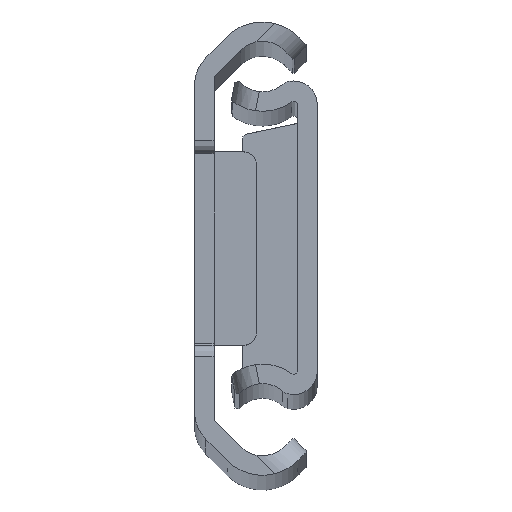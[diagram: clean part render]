
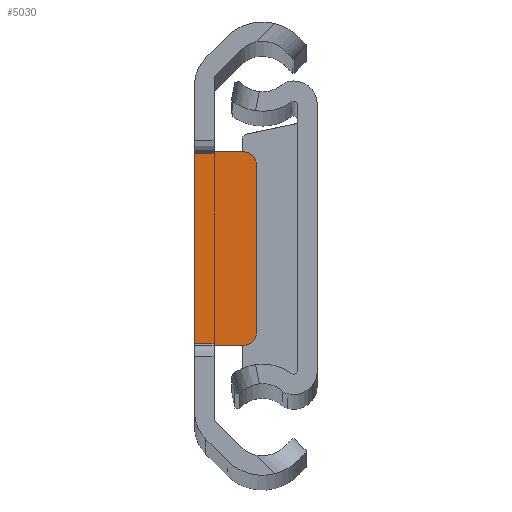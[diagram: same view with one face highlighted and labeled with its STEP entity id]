
A CAD part, top view. The second image highlights one B-rep face of the part: STEP entity #5030.
In plain terms, the highlighted planar face has unit normal (0, 0, 1).
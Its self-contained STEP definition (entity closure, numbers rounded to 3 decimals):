
#40 = EDGE_CURVE ( 'NONE', #2895, #4826, #600, .T. ) ;
#175 = DIRECTION ( 'NONE',  ( -1., 0., 0. ) ) ;
#313 = CARTESIAN_POINT ( 'NONE',  ( -1.5, 7.5, -2.2 ) ) ;
#415 = ORIENTED_EDGE ( 'NONE', *, *, #3915, .T. ) ;
#466 = AXIS2_PLACEMENT_3D ( 'NONE', #582, #2563, #2125 ) ;
#519 = CARTESIAN_POINT ( 'NONE',  ( -1.5, 7.5, -2.2 ) ) ;
#582 = CARTESIAN_POINT ( 'NONE',  ( 2.3, -6.5, -2.2 ) ) ;
#600 = LINE ( 'NONE', #519, #3943 ) ;
#628 = DIRECTION ( 'NONE',  ( 0., 1., 0. ) ) ;
#714 = VERTEX_POINT ( 'NONE', #2468 ) ;
#904 = LINE ( 'NONE', #951, #3010 ) ;
#951 = CARTESIAN_POINT ( 'NONE',  ( 3.3, 7.5, -2.2 ) ) ;
#980 = CARTESIAN_POINT ( 'NONE',  ( 3.3, 6.5, -2.2 ) ) ;
#994 = VERTEX_POINT ( 'NONE', #3465 ) ;
#1067 = VECTOR ( 'NONE', #628, 1000. ) ;
#1187 = CARTESIAN_POINT ( 'NONE',  ( 2.3, 6.5, -2.2 ) ) ;
#1244 = EDGE_CURVE ( 'NONE', #2444, #4826, #904, .T. ) ;
#1296 = CARTESIAN_POINT ( 'NONE',  ( 0., 7.5, -2.2 ) ) ;
#1434 = VERTEX_POINT ( 'NONE', #980 ) ;
#1435 = CARTESIAN_POINT ( 'NONE',  ( 3.3, -7.5, -2.2 ) ) ;
#1560 = FACE_OUTER_BOUND ( 'NONE', #3793, .T. ) ;
#1623 = ORIENTED_EDGE ( 'NONE', *, *, #2627, .F. ) ;
#1666 = EDGE_CURVE ( 'NONE', #994, #3314, #5119, .T. ) ;
#1881 = CARTESIAN_POINT ( 'NONE',  ( 0., -7.5, -2.2 ) ) ;
#1953 = LINE ( 'NONE', #2054, #4381 ) ;
#2054 = CARTESIAN_POINT ( 'NONE',  ( 3.3, -7.5, -2.2 ) ) ;
#2061 = DIRECTION ( 'NONE',  ( 0., 0., 1. ) ) ;
#2094 = EDGE_CURVE ( 'NONE', #994, #2895, #4347, .T. ) ;
#2125 = DIRECTION ( 'NONE',  ( 0., 1., 0. ) ) ;
#2206 = LINE ( 'NONE', #1435, #3018 ) ;
#2223 = DIRECTION ( 'NONE',  ( 1., 0., 0. ) ) ;
#2236 = CARTESIAN_POINT ( 'NONE',  ( -1.5, 7.5, -2.2 ) ) ;
#2276 = VERTEX_POINT ( 'NONE', #3762 ) ;
#2363 = DIRECTION ( 'NONE',  ( 0., 0., -1. ) ) ;
#2444 = VERTEX_POINT ( 'NONE', #3947 ) ;
#2468 = CARTESIAN_POINT ( 'NONE',  ( 2.3, -7.5, -2.2 ) ) ;
#2563 = DIRECTION ( 'NONE',  ( 0., 0., 1. ) ) ;
#2627 = EDGE_CURVE ( 'NONE', #1434, #2276, #1953, .T. ) ;
#2780 = CARTESIAN_POINT ( 'NONE',  ( -1.5, 7.5, -2.2 ) ) ;
#2782 = CARTESIAN_POINT ( 'NONE',  ( -1.5, -7.5, -2.2 ) ) ;
#2839 = VECTOR ( 'NONE', #5095, 1000. ) ;
#2874 = DIRECTION ( 'NONE',  ( 0., -1., 0. ) ) ;
#2895 = VERTEX_POINT ( 'NONE', #2236 ) ;
#3010 = VECTOR ( 'NONE', #4174, 1000. ) ;
#3018 = VECTOR ( 'NONE', #175, 1000. ) ;
#3314 = VERTEX_POINT ( 'NONE', #1881 ) ;
#3448 = AXIS2_PLACEMENT_3D ( 'NONE', #1187, #2061, #4428 ) ;
#3458 = AXIS2_PLACEMENT_3D ( 'NONE', #2780, #2363, #5176 ) ;
#3465 = CARTESIAN_POINT ( 'NONE',  ( -1.5, -7.5, -2.2 ) ) ;
#3551 = EDGE_CURVE ( 'NONE', #714, #3314, #2206, .T. ) ;
#3644 = EDGE_CURVE ( 'NONE', #714, #2276, #5046, .T. ) ;
#3701 = CIRCLE ( 'NONE', #3448, 1. ) ;
#3762 = CARTESIAN_POINT ( 'NONE',  ( 3.3, -6.5, -2.2 ) ) ;
#3793 = EDGE_LOOP ( 'NONE', ( #1623, #415, #4598, #4569, #5208, #4014, #4715, #4374 ) ) ;
#3915 = EDGE_CURVE ( 'NONE', #1434, #2444, #3701, .T. ) ;
#3943 = VECTOR ( 'NONE', #2223, 1000. ) ;
#3947 = CARTESIAN_POINT ( 'NONE',  ( 2.3, 7.5, -2.2 ) ) ;
#4014 = ORIENTED_EDGE ( 'NONE', *, *, #1666, .T. ) ;
#4174 = DIRECTION ( 'NONE',  ( -1., 0., 0. ) ) ;
#4308 = PLANE ( 'NONE',  #3458 ) ;
#4347 = LINE ( 'NONE', #313, #1067 ) ;
#4374 = ORIENTED_EDGE ( 'NONE', *, *, #3644, .T. ) ;
#4381 = VECTOR ( 'NONE', #2874, 1000. ) ;
#4428 = DIRECTION ( 'NONE',  ( 0., 1., 0. ) ) ;
#4569 = ORIENTED_EDGE ( 'NONE', *, *, #40, .F. ) ;
#4598 = ORIENTED_EDGE ( 'NONE', *, *, #1244, .T. ) ;
#4715 = ORIENTED_EDGE ( 'NONE', *, *, #3551, .F. ) ;
#4826 = VERTEX_POINT ( 'NONE', #1296 ) ;
#5030 = ADVANCED_FACE ( 'NONE', ( #1560 ), #4308, .F. ) ;
#5046 = CIRCLE ( 'NONE', #466, 1. ) ;
#5095 = DIRECTION ( 'NONE',  ( 1., 0., 0. ) ) ;
#5119 = LINE ( 'NONE', #2782, #2839 ) ;
#5176 = DIRECTION ( 'NONE',  ( 0., 1., 0. ) ) ;
#5208 = ORIENTED_EDGE ( 'NONE', *, *, #2094, .F. ) ;
